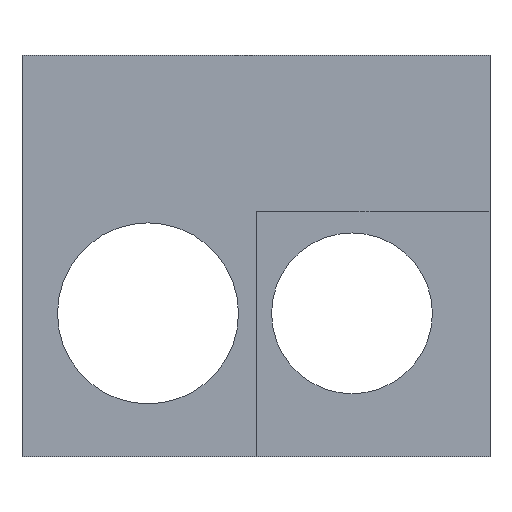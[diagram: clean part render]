
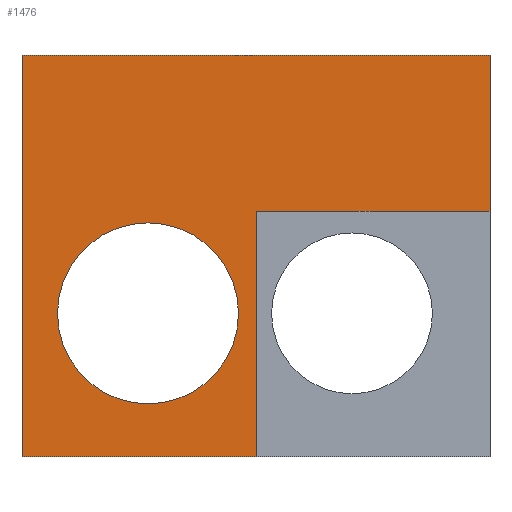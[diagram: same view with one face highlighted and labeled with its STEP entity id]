
A CAD part, front view. The second image highlights one B-rep face of the part: STEP entity #1476.
In plain terms, the highlighted planar face has unit normal (0, -1, 0).
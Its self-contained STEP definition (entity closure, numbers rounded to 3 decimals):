
#16 = DIRECTION ( 'NONE',  ( 0., 0., -1. ) ) ;
#29 = DIRECTION ( 'NONE',  ( -1., 0., 0. ) ) ;
#36 = VECTOR ( 'NONE', #29, 1000. ) ;
#75 = CARTESIAN_POINT ( 'NONE',  ( -39., -58., 0. ) ) ;
#86 = EDGE_CURVE ( 'NONE', #250, #1306, #1079, .T. ) ;
#97 = VECTOR ( 'NONE', #1368, 1000. ) ;
#138 = CARTESIAN_POINT ( 'NONE',  ( 0., -58., -13. ) ) ;
#158 = DIRECTION ( 'NONE',  ( 1., 0., 0. ) ) ;
#191 = CARTESIAN_POINT ( 'NONE',  ( -19.5, -58., -33.44 ) ) ;
#247 = CARTESIAN_POINT ( 'NONE',  ( -28.5, -58., -29.04 ) ) ;
#250 = VERTEX_POINT ( 'NONE', #365 ) ;
#253 = VERTEX_POINT ( 'NONE', #247 ) ;
#293 = DIRECTION ( 'NONE',  ( 0., -1., 0. ) ) ;
#311 = ORIENTED_EDGE ( 'NONE', *, *, #794, .T. ) ;
#356 = VECTOR ( 'NONE', #478, 1000. ) ;
#364 = ORIENTED_EDGE ( 'NONE', *, *, #1288, .F. ) ;
#365 = CARTESIAN_POINT ( 'NONE',  ( -39., -58., 0. ) ) ;
#376 = ORIENTED_EDGE ( 'NONE', *, *, #1401, .T. ) ;
#411 = AXIS2_PLACEMENT_3D ( 'NONE', #919, #293, #795 ) ;
#414 = PLANE ( 'NONE',  #411 ) ;
#439 = DIRECTION ( 'NONE',  ( 0., -1., 0. ) ) ;
#457 = VERTEX_POINT ( 'NONE', #138 ) ;
#478 = DIRECTION ( 'NONE',  ( 1., 0., 0. ) ) ;
#480 = EDGE_LOOP ( 'NONE', ( #1372, #760 ) ) ;
#501 = CARTESIAN_POINT ( 'NONE',  ( 0., -58., 0. ) ) ;
#524 = VERTEX_POINT ( 'NONE', #191 ) ;
#534 = FACE_OUTER_BOUND ( 'NONE', #791, .T. ) ;
#555 = DIRECTION ( 'NONE',  ( 0., 0., -1. ) ) ;
#579 = CARTESIAN_POINT ( 'NONE',  ( -28.5, -58., -21.5 ) ) ;
#580 = EDGE_CURVE ( 'NONE', #1210, #253, #1207, .T. ) ;
#586 = DIRECTION ( 'NONE',  ( 0., -1., 0. ) ) ;
#594 = CIRCLE ( 'NONE', #1025, 7.54 ) ;
#600 = LINE ( 'NONE', #1110, #356 ) ;
#627 = CARTESIAN_POINT ( 'NONE',  ( -39., -58., -33.44 ) ) ;
#656 = LINE ( 'NONE', #501, #1340 ) ;
#660 = LINE ( 'NONE', #1168, #36 ) ;
#699 = DIRECTION ( 'NONE',  ( 0., 0., -1. ) ) ;
#702 = CARTESIAN_POINT ( 'NONE',  ( -28.5, -58., -21.5 ) ) ;
#742 = CARTESIAN_POINT ( 'NONE',  ( -19.5, -58., 0. ) ) ;
#760 = ORIENTED_EDGE ( 'NONE', *, *, #580, .F. ) ;
#767 = ORIENTED_EDGE ( 'NONE', *, *, #830, .F. ) ;
#782 = CARTESIAN_POINT ( 'NONE',  ( -19.5, -58., -13. ) ) ;
#791 = EDGE_LOOP ( 'NONE', ( #364, #767, #953, #1465, #311, #376 ) ) ;
#794 = EDGE_CURVE ( 'NONE', #524, #1267, #1601, .T. ) ;
#795 = DIRECTION ( 'NONE',  ( 0., 0., -1. ) ) ;
#830 = EDGE_CURVE ( 'NONE', #250, #1481, #600, .T. ) ;
#919 = CARTESIAN_POINT ( 'NONE',  ( -39., -58., 0. ) ) ;
#953 = ORIENTED_EDGE ( 'NONE', *, *, #86, .T. ) ;
#972 = VECTOR ( 'NONE', #158, 1000. ) ;
#988 = VECTOR ( 'NONE', #1049, 1000. ) ;
#1025 = AXIS2_PLACEMENT_3D ( 'NONE', #579, #586, #699 ) ;
#1047 = FACE_BOUND ( 'NONE', #480, .T. ) ;
#1049 = DIRECTION ( 'NONE',  ( 0., 0., -1. ) ) ;
#1054 = CARTESIAN_POINT ( 'NONE',  ( -39., -58., -13. ) ) ;
#1079 = LINE ( 'NONE', #75, #988 ) ;
#1085 = CARTESIAN_POINT ( 'NONE',  ( 0., -58., 0. ) ) ;
#1110 = CARTESIAN_POINT ( 'NONE',  ( -39., -58., 0. ) ) ;
#1124 = AXIS2_PLACEMENT_3D ( 'NONE', #702, #439, #555 ) ;
#1168 = CARTESIAN_POINT ( 'NONE',  ( -39., -58., -33.44 ) ) ;
#1207 = CIRCLE ( 'NONE', #1124, 7.54 ) ;
#1210 = VERTEX_POINT ( 'NONE', #1269 ) ;
#1267 = VERTEX_POINT ( 'NONE', #782 ) ;
#1269 = CARTESIAN_POINT ( 'NONE',  ( -28.5, -58., -13.96 ) ) ;
#1287 = LINE ( 'NONE', #1054, #972 ) ;
#1288 = EDGE_CURVE ( 'NONE', #1481, #457, #656, .T. ) ;
#1306 = VERTEX_POINT ( 'NONE', #627 ) ;
#1340 = VECTOR ( 'NONE', #16, 1000. ) ;
#1368 = DIRECTION ( 'NONE',  ( 0., 0., 1. ) ) ;
#1372 = ORIENTED_EDGE ( 'NONE', *, *, #1496, .F. ) ;
#1401 = EDGE_CURVE ( 'NONE', #1267, #457, #1287, .T. ) ;
#1463 = EDGE_CURVE ( 'NONE', #524, #1306, #660, .T. ) ;
#1465 = ORIENTED_EDGE ( 'NONE', *, *, #1463, .F. ) ;
#1476 = ADVANCED_FACE ( 'NONE', ( #534, #1047 ), #414, .T. ) ;
#1481 = VERTEX_POINT ( 'NONE', #1085 ) ;
#1496 = EDGE_CURVE ( 'NONE', #253, #1210, #594, .T. ) ;
#1601 = LINE ( 'NONE', #742, #97 ) ;
